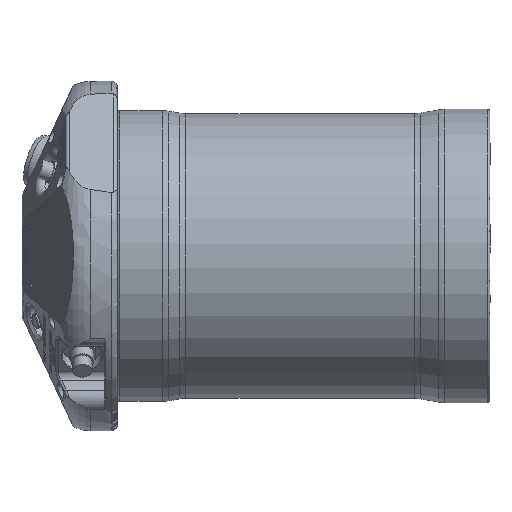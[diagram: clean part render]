
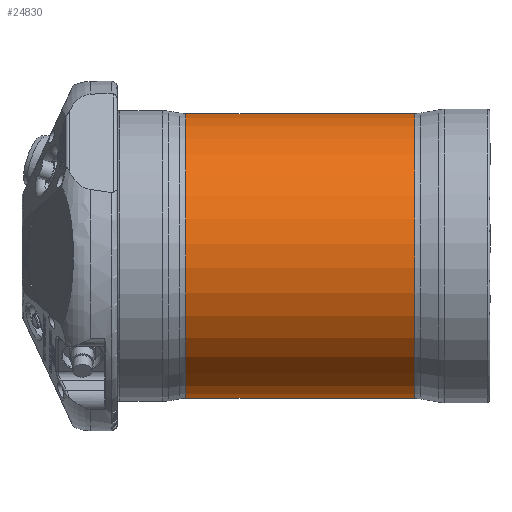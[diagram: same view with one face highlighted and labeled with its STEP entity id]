
A CAD part, left-side view. The second image highlights one B-rep face of the part: STEP entity #24830.
In plain terms, the highlighted cylindrical face has radius 118.5 mm (diameter 237 mm), a full revolution.
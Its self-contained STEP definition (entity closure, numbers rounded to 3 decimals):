
#4918=LINE('',#43500,#7310);
#7310=VECTOR('',#30543,118.5);
#7376=CYLINDRICAL_SURFACE('',#25965,118.5);
#8657=FACE_OUTER_BOUND('',#10109,.T.);
#10109=EDGE_LOOP('',(#22682,#22683,#22684,#22685,#22686,#22687));
#10285=CIRCLE('',#25963,118.5);
#10286=CIRCLE('',#25964,118.5);
#10287=CIRCLE('',#25966,118.5);
#10288=CIRCLE('',#25967,118.5);
#12551=VERTEX_POINT('',#43493);
#12552=VERTEX_POINT('',#43495);
#12553=VERTEX_POINT('',#43499);
#12554=VERTEX_POINT('',#43501);
#15934=EDGE_CURVE('',#12551,#12552,#10285,.T.);
#15935=EDGE_CURVE('',#12552,#12551,#10286,.T.);
#15936=EDGE_CURVE('',#12552,#12553,#4918,.T.);
#15937=EDGE_CURVE('',#12554,#12553,#10287,.T.);
#15938=EDGE_CURVE('',#12553,#12554,#10288,.T.);
#22682=ORIENTED_EDGE('',*,*,#15935,.F.);
#22683=ORIENTED_EDGE('',*,*,#15936,.T.);
#22684=ORIENTED_EDGE('',*,*,#15937,.F.);
#22685=ORIENTED_EDGE('',*,*,#15938,.F.);
#22686=ORIENTED_EDGE('',*,*,#15936,.F.);
#22687=ORIENTED_EDGE('',*,*,#15934,.F.);
#24830=ADVANCED_FACE('',(#8657),#7376,.T.);
#25963=AXIS2_PLACEMENT_3D('',#43496,#30537,#30538);
#25964=AXIS2_PLACEMENT_3D('',#43497,#30539,#30540);
#25965=AXIS2_PLACEMENT_3D('',#43498,#30541,#30542);
#25966=AXIS2_PLACEMENT_3D('',#43502,#30544,#30545);
#25967=AXIS2_PLACEMENT_3D('',#43503,#30546,#30547);
#30537=DIRECTION('center_axis',(0.,-1.,0.));
#30538=DIRECTION('ref_axis',(1.,0.,0.));
#30539=DIRECTION('center_axis',(0.,-1.,0.));
#30540=DIRECTION('ref_axis',(1.,0.,0.));
#30541=DIRECTION('center_axis',(0.,-1.,0.));
#30542=DIRECTION('ref_axis',(-1.,0.,0.));
#30543=DIRECTION('',(0.,1.,0.));
#30544=DIRECTION('center_axis',(0.,1.,0.));
#30545=DIRECTION('ref_axis',(1.,0.,0.));
#30546=DIRECTION('center_axis',(0.,1.,0.));
#30547=DIRECTION('ref_axis',(1.,0.,0.));
#43493=CARTESIAN_POINT('',(0.,56.803,118.5));
#43495=CARTESIAN_POINT('',(118.5,56.803,0.));
#43496=CARTESIAN_POINT('Origin',(0.,56.803,
0.));
#43497=CARTESIAN_POINT('Origin',(0.,56.803,
0.));
#43498=CARTESIAN_POINT('Origin',(0.,151.664,
0.));
#43499=CARTESIAN_POINT('',(118.5,246.526,0.));
#43500=CARTESIAN_POINT('',(118.5,151.664,0.));
#43501=CARTESIAN_POINT('',(0.,246.526,118.5));
#43502=CARTESIAN_POINT('Origin',(0.,246.526,0.));
#43503=CARTESIAN_POINT('Origin',(0.,246.526,0.));
